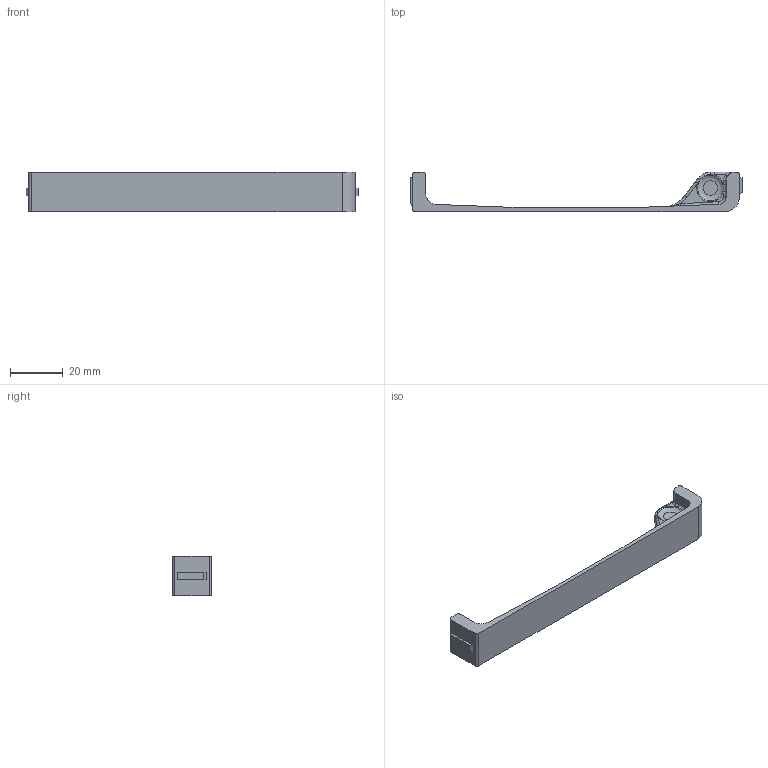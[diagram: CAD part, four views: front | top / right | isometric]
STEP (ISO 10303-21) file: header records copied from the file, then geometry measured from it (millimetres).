
FILE_DESCRIPTION(/* description */ (''),/* implementation_level */ '2;1');
FILE_NAME(/* name */ 'Y Rail Alignment Tool.step',/* time_stamp */ '2024-03-19T20:03:26-04:00',/* author */ (''),/* organization */ (''),/* preprocessor_version */ 'ST-DEVELOPER v20',/* originating_system */ 'Autodesk Translation Framework v12.20.1.177',/* authorisation */ '');
FILE_SCHEMA (('AUTOMOTIVE_DESIGN { 1 0 10303 214 3 1 1 }'));
Length unit declared in the file: millimetre
Products named in the file (1): Y Rail Alignment Tool
Bounding box: 126 x 15 x 15 mm (x, y, z)
Volume: 6117.1 mm3; surface area: 5453.4 mm2
Topology: 1 solids, 1 shells, 73 faces, 183 edges, 110 vertices
Faces by surface type: plane 28, cylinder 25, torus 12, bspline 8
Entity records: 2537 total; most frequent: CARTESIAN_POINT 774, DIRECTION 371, ORIENTED_EDGE 358, EDGE_CURVE 179, AXIS2_PLACEMENT_3D 143, VERTEX_POINT 110, LINE 85, VECTOR 85
